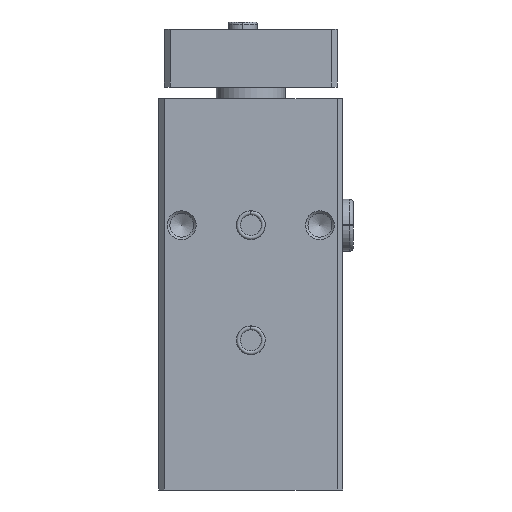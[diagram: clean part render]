
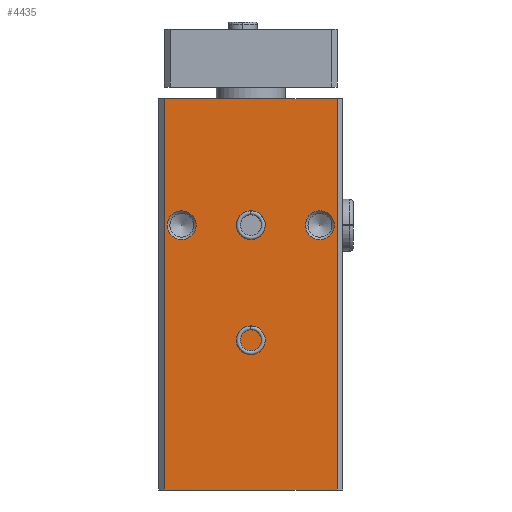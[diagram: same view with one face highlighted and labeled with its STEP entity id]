
A CAD part, left-side view. The second image highlights one B-rep face of the part: STEP entity #4435.
In plain terms, the highlighted planar face has unit normal (-1, 0, 0).
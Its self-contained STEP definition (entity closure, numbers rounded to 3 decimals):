
#274=CIRCLE('',#4793,2.5);
#275=CIRCLE('',#4794,2.5);
#276=CIRCLE('',#4795,2.5);
#564=ORIENTED_EDGE('',*,*,#1786,.T.);
#565=ORIENTED_EDGE('',*,*,#1787,.T.);
#566=ORIENTED_EDGE('',*,*,#1788,.T.);
#567=ORIENTED_EDGE('',*,*,#1789,.F.);
#568=ORIENTED_EDGE('',*,*,#1785,.F.);
#569=ORIENTED_EDGE('',*,*,#1790,.T.);
#570=ORIENTED_EDGE('',*,*,#1791,.T.);
#1785=EDGE_CURVE('',#2395,#2393,#2836,.T.);
#1786=EDGE_CURVE('',#2396,#2396,#274,.T.);
#1787=EDGE_CURVE('',#2397,#2397,#275,.T.);
#1788=EDGE_CURVE('',#2398,#2398,#276,.T.);
#1789=EDGE_CURVE('',#2393,#2399,#2837,.T.);
#1790=EDGE_CURVE('',#2395,#2400,#2838,.T.);
#1791=EDGE_CURVE('',#2400,#2399,#2839,.T.);
#2393=VERTEX_POINT('',#6860);
#2395=VERTEX_POINT('',#6864);
#2396=VERTEX_POINT('',#6868);
#2397=VERTEX_POINT('',#6870);
#2398=VERTEX_POINT('',#6872);
#2399=VERTEX_POINT('',#6874);
#2400=VERTEX_POINT('',#6876);
#2836=LINE('',#6865,#3150);
#2837=LINE('',#6873,#3151);
#2838=LINE('',#6875,#3152);
#2839=LINE('',#6877,#3153);
#3150=VECTOR('',#5389,1000.);
#3151=VECTOR('',#5398,1000.);
#3152=VECTOR('',#5399,1000.);
#3153=VECTOR('',#5400,1000.);
#3456=EDGE_LOOP('',(#564));
#3457=EDGE_LOOP('',(#565));
#3458=EDGE_LOOP('',(#566));
#3459=EDGE_LOOP('',(#567,#568,#569,#570));
#3878=FACE_BOUND('',#3456,.T.);
#3879=FACE_BOUND('',#3457,.T.);
#3880=FACE_BOUND('',#3458,.T.);
#3881=FACE_BOUND('',#3459,.T.);
#4305=PLANE('',#4792);
#4435=ADVANCED_FACE('',(#3878,#3879,#3880,#3881),#4305,.T.);
#4792=AXIS2_PLACEMENT_3D('',#6866,#5390,#5391);
#4793=AXIS2_PLACEMENT_3D('',#6867,#5392,#5393);
#4794=AXIS2_PLACEMENT_3D('',#6869,#5394,#5395);
#4795=AXIS2_PLACEMENT_3D('',#6871,#5396,#5397);
#5389=DIRECTION('',(0.,0.,1.));
#5390=DIRECTION('',(-1.,0.,0.));
#5391=DIRECTION('',(0.,0.,1.));
#5392=DIRECTION('',(1.,0.,0.));
#5393=DIRECTION('',(0.,0.,-1.));
#5394=DIRECTION('',(1.,0.,0.));
#5395=DIRECTION('',(0.,0.,-1.));
#5396=DIRECTION('',(1.,0.,0.));
#5397=DIRECTION('',(0.,0.,-1.));
#5398=DIRECTION('',(0.,-1.,0.));
#5399=DIRECTION('',(0.,-1.,0.));
#5400=DIRECTION('',(0.,0.,1.));
#6860=CARTESIAN_POINT('',(-33.5,15.,0.));
#6864=CARTESIAN_POINT('',(-33.5,15.,-68.));
#6865=CARTESIAN_POINT('',(-33.5,15.,-68.));
#6866=CARTESIAN_POINT('',(-33.5,15.,-68.));
#6867=CARTESIAN_POINT('',(-33.5,0.,-22.));
#6868=CARTESIAN_POINT('',(-33.5,0.,-24.5));
#6869=CARTESIAN_POINT('',(-33.5,12.,-22.));
#6870=CARTESIAN_POINT('',(-33.5,12.,-24.5));
#6871=CARTESIAN_POINT('',(-33.5,-12.,-22.));
#6872=CARTESIAN_POINT('',(-33.5,-12.,-24.5));
#6873=CARTESIAN_POINT('',(-33.5,15.,0.));
#6874=CARTESIAN_POINT('',(-33.5,-15.,0.));
#6875=CARTESIAN_POINT('',(-33.5,15.,-68.));
#6876=CARTESIAN_POINT('',(-33.5,-15.,-68.));
#6877=CARTESIAN_POINT('',(-33.5,-15.,-68.));
